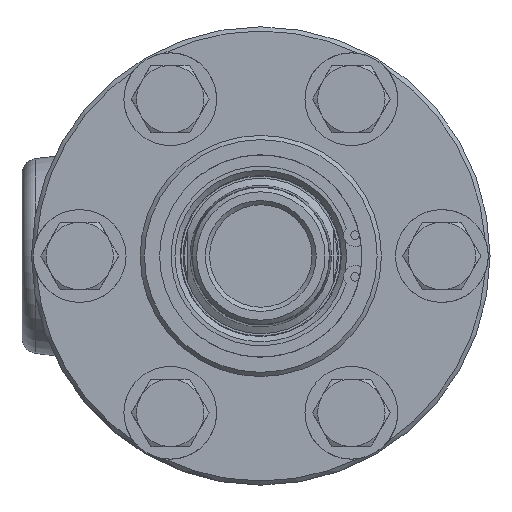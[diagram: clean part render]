
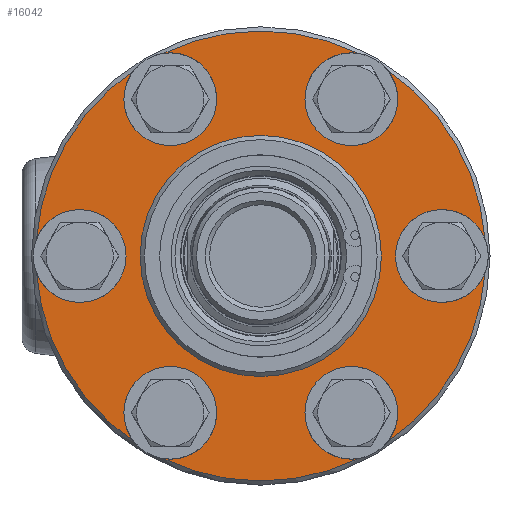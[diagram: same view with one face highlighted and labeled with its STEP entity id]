
A CAD part, left-side view. The second image highlights one B-rep face of the part: STEP entity #16042.
In plain terms, the highlighted planar face has unit normal (-1, 0, 0).
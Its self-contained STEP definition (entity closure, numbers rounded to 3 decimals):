
#990=FACE_BOUND('',#3149,.T.);
#1452=PLANE('',#16973);
#2203=FACE_OUTER_BOUND('',#3148,.T.);
#3148=EDGE_LOOP('',(#13546,#13547,#13548,#13549,#13550,#13551,#13552,#13553,
#13554,#13555,#13556,#13557));
#3149=EDGE_LOOP('',(#13558,#13559));
#5918=CIRCLE('',#16676,8.738);
#5939=CIRCLE('',#16722,8.738);
#5960=CIRCLE('',#16768,8.738);
#5982=CIRCLE('',#16815,8.738);
#6003=CIRCLE('',#16861,8.738);
#6024=CIRCLE('',#16907,8.738);
#6054=CIRCLE('',#16967,42.4);
#6055=CIRCLE('',#16968,42.4);
#6056=CIRCLE('',#16969,42.4);
#6057=CIRCLE('',#16970,42.4);
#6058=CIRCLE('',#16971,42.4);
#6059=CIRCLE('',#16972,42.4);
#6060=CIRCLE('',#16974,22.735);
#6061=CIRCLE('',#16975,22.735);
#7258=VERTEX_POINT('',#26745);
#7260=VERTEX_POINT('',#26749);
#7290=VERTEX_POINT('',#26880);
#7292=VERTEX_POINT('',#26884);
#7322=VERTEX_POINT('',#27015);
#7324=VERTEX_POINT('',#27019);
#7355=VERTEX_POINT('',#27152);
#7357=VERTEX_POINT('',#27156);
#7387=VERTEX_POINT('',#27287);
#7389=VERTEX_POINT('',#27291);
#7419=VERTEX_POINT('',#27422);
#7421=VERTEX_POINT('',#27426);
#7462=VERTEX_POINT('',#27597);
#7463=VERTEX_POINT('',#27598);
#9196=EDGE_CURVE('',#7258,#7260,#5918,.T.);
#9250=EDGE_CURVE('',#7290,#7292,#5939,.T.);
#9304=EDGE_CURVE('',#7322,#7324,#5960,.T.);
#9359=EDGE_CURVE('',#7355,#7357,#5982,.T.);
#9413=EDGE_CURVE('',#7387,#7389,#6003,.T.);
#9467=EDGE_CURVE('',#7419,#7421,#6024,.T.);
#9535=EDGE_CURVE('',#7322,#7292,#6054,.T.);
#9536=EDGE_CURVE('',#7290,#7260,#6055,.T.);
#9537=EDGE_CURVE('',#7258,#7421,#6056,.T.);
#9538=EDGE_CURVE('',#7419,#7389,#6057,.T.);
#9539=EDGE_CURVE('',#7387,#7357,#6058,.T.);
#9540=EDGE_CURVE('',#7355,#7324,#6059,.T.);
#9541=EDGE_CURVE('',#7462,#7463,#6060,.T.);
#9542=EDGE_CURVE('',#7463,#7462,#6061,.T.);
#13546=ORIENTED_EDGE('',*,*,#9196,.T.);
#13547=ORIENTED_EDGE('',*,*,#9536,.F.);
#13548=ORIENTED_EDGE('',*,*,#9250,.T.);
#13549=ORIENTED_EDGE('',*,*,#9535,.F.);
#13550=ORIENTED_EDGE('',*,*,#9304,.T.);
#13551=ORIENTED_EDGE('',*,*,#9540,.F.);
#13552=ORIENTED_EDGE('',*,*,#9359,.T.);
#13553=ORIENTED_EDGE('',*,*,#9539,.F.);
#13554=ORIENTED_EDGE('',*,*,#9413,.T.);
#13555=ORIENTED_EDGE('',*,*,#9538,.F.);
#13556=ORIENTED_EDGE('',*,*,#9467,.T.);
#13557=ORIENTED_EDGE('',*,*,#9537,.F.);
#13558=ORIENTED_EDGE('',*,*,#9541,.T.);
#13559=ORIENTED_EDGE('',*,*,#9542,.T.);
#16042=ADVANCED_FACE('',(#2203,#990),#1452,.T.);
#16676=AXIS2_PLACEMENT_3D('',#26751,#19205,#19206);
#16722=AXIS2_PLACEMENT_3D('',#26886,#19318,#19319);
#16768=AXIS2_PLACEMENT_3D('',#27021,#19431,#19432);
#16815=AXIS2_PLACEMENT_3D('',#27158,#19546,#19547);
#16861=AXIS2_PLACEMENT_3D('',#27293,#19659,#19660);
#16907=AXIS2_PLACEMENT_3D('',#27428,#19772,#19773);
#16967=AXIS2_PLACEMENT_3D('',#27590,#19918,#19919);
#16968=AXIS2_PLACEMENT_3D('',#27591,#19920,#19921);
#16969=AXIS2_PLACEMENT_3D('',#27592,#19922,#19923);
#16970=AXIS2_PLACEMENT_3D('',#27593,#19924,#19925);
#16971=AXIS2_PLACEMENT_3D('',#27594,#19926,#19927);
#16972=AXIS2_PLACEMENT_3D('',#27595,#19928,#19929);
#16973=AXIS2_PLACEMENT_3D('',#27596,#19930,#19931);
#16974=AXIS2_PLACEMENT_3D('',#27599,#19932,#19933);
#16975=AXIS2_PLACEMENT_3D('',#27600,#19934,#19935);
#19205=DIRECTION('center_axis',(1.,0.,0.));
#19206=DIRECTION('ref_axis',(0.,-0.5,0.866));
#19318=DIRECTION('center_axis',(1.,0.,0.));
#19319=DIRECTION('ref_axis',(0.,0.5,0.866));
#19431=DIRECTION('center_axis',(1.,0.,0.));
#19432=DIRECTION('ref_axis',(0.,1.,0.));
#19546=DIRECTION('center_axis',(1.,0.,0.));
#19547=DIRECTION('ref_axis',(0.,0.5,-0.866));
#19659=DIRECTION('center_axis',(1.,0.,0.));
#19660=DIRECTION('ref_axis',(0.,-0.5,-0.866));
#19772=DIRECTION('center_axis',(1.,0.,0.));
#19773=DIRECTION('ref_axis',(0.,-1.,0.));
#19918=DIRECTION('center_axis',(1.,0.,0.));
#19919=DIRECTION('ref_axis',(0.,1.,0.));
#19920=DIRECTION('center_axis',(1.,0.,0.));
#19921=DIRECTION('ref_axis',(0.,1.,0.));
#19922=DIRECTION('center_axis',(1.,0.,0.));
#19923=DIRECTION('ref_axis',(0.,1.,0.));
#19924=DIRECTION('center_axis',(1.,0.,0.));
#19925=DIRECTION('ref_axis',(0.,1.,0.));
#19926=DIRECTION('center_axis',(1.,0.,0.));
#19927=DIRECTION('ref_axis',(0.,1.,0.));
#19928=DIRECTION('center_axis',(1.,0.,0.));
#19929=DIRECTION('ref_axis',(0.,1.,0.));
#19930=DIRECTION('center_axis',(-1.,0.,0.));
#19931=DIRECTION('ref_axis',(0.,0.,
-1.));
#19932=DIRECTION('center_axis',(1.,0.,0.));
#19933=DIRECTION('ref_axis',(0.,0.,
1.));
#19934=DIRECTION('center_axis',(1.,0.,0.));
#19935=DIRECTION('ref_axis',(0.,0.,
1.));
#26745=CARTESIAN_POINT('',(-8.46,23.849,-35.057));
#26749=CARTESIAN_POINT('',(-8.46,18.436,-38.182));
#26751=CARTESIAN_POINT('Origin',(-8.46,17.062,-29.553));
#26880=CARTESIAN_POINT('',(-8.46,-18.436,-38.182));
#26884=CARTESIAN_POINT('',(-8.46,-23.849,-35.057));
#26886=CARTESIAN_POINT('Origin',(-8.46,-17.062,-29.553));
#27015=CARTESIAN_POINT('',(-8.46,-42.285,-3.125));
#27019=CARTESIAN_POINT('',(-8.46,-42.285,3.125));
#27021=CARTESIAN_POINT('Origin',(-8.46,-34.125,0.));
#27152=CARTESIAN_POINT('',(-8.46,-23.849,35.057));
#27156=CARTESIAN_POINT('',(-8.46,-18.436,38.182));
#27158=CARTESIAN_POINT('Origin',(-8.46,-17.062,29.553));
#27287=CARTESIAN_POINT('',(-8.46,18.436,38.182));
#27291=CARTESIAN_POINT('',(-8.46,23.849,35.057));
#27293=CARTESIAN_POINT('Origin',(-8.46,17.062,29.553));
#27422=CARTESIAN_POINT('',(-8.46,42.285,3.125));
#27426=CARTESIAN_POINT('',(-8.46,42.285,-3.125));
#27428=CARTESIAN_POINT('Origin',(-8.46,34.125,0.));
#27590=CARTESIAN_POINT('Origin',(-8.46,0.,0.));
#27591=CARTESIAN_POINT('Origin',(-8.46,0.,0.));
#27592=CARTESIAN_POINT('Origin',(-8.46,0.,0.));
#27593=CARTESIAN_POINT('Origin',(-8.46,0.,0.));
#27594=CARTESIAN_POINT('Origin',(-8.46,0.,0.));
#27595=CARTESIAN_POINT('Origin',(-8.46,0.,0.));
#27596=CARTESIAN_POINT('Origin',(-8.46,-43.2,0.));
#27597=CARTESIAN_POINT('',(-8.46,-22.735,0.));
#27598=CARTESIAN_POINT('',(-8.46,22.735,0.));
#27599=CARTESIAN_POINT('Origin',(-8.46,0.,0.));
#27600=CARTESIAN_POINT('Origin',(-8.46,0.,0.));
